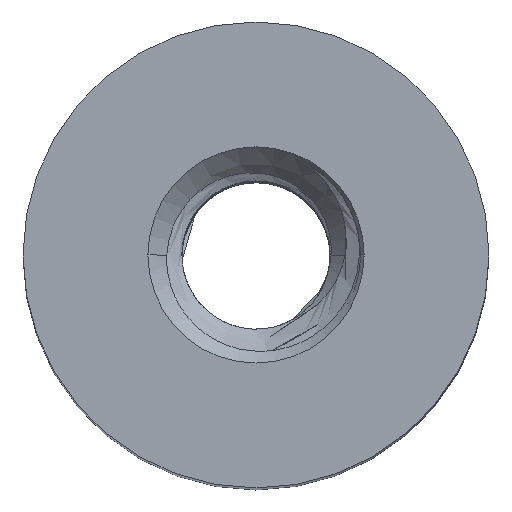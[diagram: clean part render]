
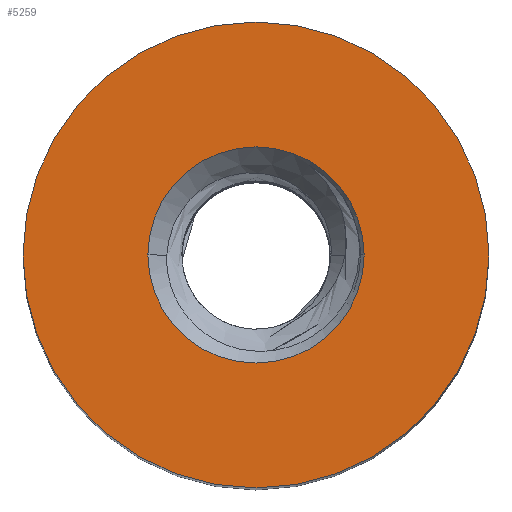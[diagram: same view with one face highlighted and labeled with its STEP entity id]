
A CAD part, top view. The second image highlights one B-rep face of the part: STEP entity #5259.
In plain terms, the highlighted planar face has unit normal (0, 0, 1).
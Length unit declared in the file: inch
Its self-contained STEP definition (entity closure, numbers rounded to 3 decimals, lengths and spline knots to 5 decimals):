
#81 = DIRECTION ( 'NONE',  ( 0., 0., -1. ) ) ;
#84 = CARTESIAN_POINT ( 'NONE',  ( 0., 0., 0.3125 ) ) ;
#93 = DIRECTION ( 'NONE',  ( -1., 0., 0. ) ) ;
#511 = DIRECTION ( 'NONE',  ( 1., 0., 0. ) ) ;
#512 = DIRECTION ( 'NONE',  ( 0., 0., 1. ) ) ;
#514 = PLANE ( 'NONE',  #3758 ) ;
#515 = CARTESIAN_POINT ( 'NONE',  ( 0., 0., 0.3125 ) ) ;
#1041 = EDGE_CURVE ( 'NONE', #4173, #4171, #3086, .T. ) ;
#1093 = EDGE_CURVE ( 'NONE', #4171, #4173, #3043, .T. ) ;
#1097 = EDGE_CURVE ( 'NONE', #4129, #4117, #3035, .T. ) ;
#1113 = EDGE_CURVE ( 'NONE', #4117, #4129, #3020, .T. ) ;
#1146 = CARTESIAN_POINT ( 'NONE',  ( 0., 0., 0.3125 ) ) ;
#1161 = DIRECTION ( 'NONE',  ( 1., 0., 0. ) ) ;
#1163 = DIRECTION ( 'NONE',  ( 0., 0., 1. ) ) ;
#1198 = CARTESIAN_POINT ( 'NONE',  ( 0., 0., 0.3125 ) ) ;
#1998 = CARTESIAN_POINT ( 'NONE',  ( 0.125, 0., 0.3125 ) ) ;
#2798 = DIRECTION ( 'NONE',  ( 1., 0., 0. ) ) ;
#2799 = DIRECTION ( 'NONE',  ( 0., 0., 1. ) ) ;
#2809 = CARTESIAN_POINT ( 'NONE',  ( 0., 0., 0.3125 ) ) ;
#2889 = FACE_BOUND ( 'NONE', #3126, .T. ) ;
#2900 = FACE_OUTER_BOUND ( 'NONE', #3277, .T. ) ;
#3020 = CIRCLE ( 'NONE', #3709, 0.058 ) ;
#3035 = CIRCLE ( 'NONE', #3704, 0.058 ) ;
#3043 = CIRCLE ( 'NONE', #3706, 0.125 ) ;
#3086 = CIRCLE ( 'NONE', #3703, 0.125 ) ;
#3126 = EDGE_LOOP ( 'NONE', ( #3340, #3306 ) ) ;
#3277 = EDGE_LOOP ( 'NONE', ( #3422, #3545 ) ) ;
#3306 = ORIENTED_EDGE ( 'NONE', *, *, #1097, .T. ) ;
#3340 = ORIENTED_EDGE ( 'NONE', *, *, #1113, .T. ) ;
#3422 = ORIENTED_EDGE ( 'NONE', *, *, #1093, .T. ) ;
#3545 = ORIENTED_EDGE ( 'NONE', *, *, #1041, .T. ) ;
#3703 = AXIS2_PLACEMENT_3D ( 'NONE', #2809, #2799, #2798 ) ;
#3704 = AXIS2_PLACEMENT_3D ( 'NONE', #1146, #4261, #4260 ) ;
#3706 = AXIS2_PLACEMENT_3D ( 'NONE', #1198, #1163, #1161 ) ;
#3709 = AXIS2_PLACEMENT_3D ( 'NONE', #84, #81, #93 ) ;
#3758 = AXIS2_PLACEMENT_3D ( 'NONE', #515, #512, #511 ) ;
#4117 = VERTEX_POINT ( 'NONE', #4266 ) ;
#4129 = VERTEX_POINT ( 'NONE', #4429 ) ;
#4171 = VERTEX_POINT ( 'NONE', #4265 ) ;
#4173 = VERTEX_POINT ( 'NONE', #1998 ) ;
#4260 = DIRECTION ( 'NONE',  ( -1., 0., 0. ) ) ;
#4261 = DIRECTION ( 'NONE',  ( 0., 0., -1. ) ) ;
#4265 = CARTESIAN_POINT ( 'NONE',  ( -0.125, 0., 0.3125 ) ) ;
#4266 = CARTESIAN_POINT ( 'NONE',  ( -0.058, 0., 0.3125 ) ) ;
#4429 = CARTESIAN_POINT ( 'NONE',  ( 0.058, 0., 0.3125 ) ) ;
#5259 = ADVANCED_FACE ( 'NONE', ( #2900, #2889 ), #514, .T. ) ;
